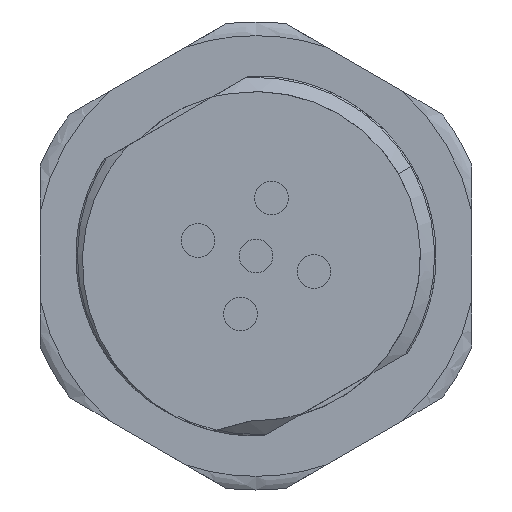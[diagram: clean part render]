
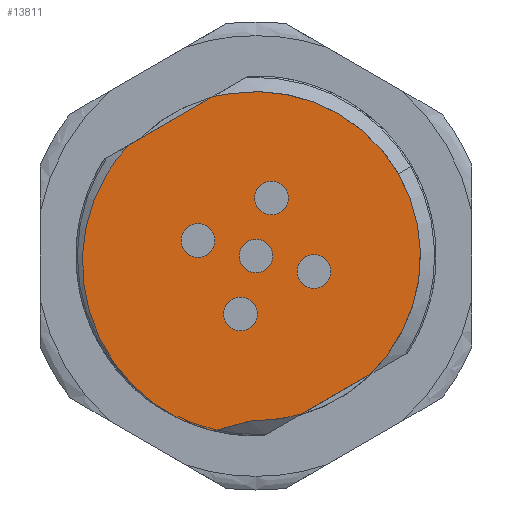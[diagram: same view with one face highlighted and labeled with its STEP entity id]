
A CAD part, front view. The second image highlights one B-rep face of the part: STEP entity #13811.
In plain terms, the highlighted planar face has unit normal (0, -1, 0).
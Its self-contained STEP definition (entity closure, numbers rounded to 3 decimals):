
#2681=DIRECTION('',(-0.866,0.,-0.5));
#2682=VECTOR('',#2681,4.069);
#2683=CARTESIAN_POINT('',(-1.798,-7.,
6.641));
#2684=LINE('',#2683,#2682);
#3233=DIRECTION('',(0.866,0.,0.5));
#3234=VECTOR('',#3233,3.286);
#3235=CARTESIAN_POINT('',(1.902,-7.,-6.581));
#3236=LINE('',#3235,#3234);
#3947=CARTESIAN_POINT('',(0.,-7.,0.));
#3948=DIRECTION('',(0.,1.,0.));
#3949=DIRECTION('',(-0.152,0.,0.988));
#3950=AXIS2_PLACEMENT_3D('',#3947,#3948,#3949);
#3952=CARTESIAN_POINT('',(0.,-7.,0.));
#3953=DIRECTION('',(0.,1.,0.));
#3954=DIRECTION('',(0.866,0.,0.5));
#3955=AXIS2_PLACEMENT_3D('',#3952,#3953,#3954);
#3957=CARTESIAN_POINT('',(0.,-7.,0.));
#3958=DIRECTION('',(0.,1.,0.));
#3959=DIRECTION('',(0.278,0.,-0.961));
#3960=AXIS2_PLACEMENT_3D('',#3957,#3958,#3959);
#3962=DIRECTION('',(-0.966,0.,-0.259));
#3963=VECTOR('',#3962,1.701);
#3964=CARTESIAN_POINT('',(-0.123,-7.,
-6.849));
#3965=LINE('',#3964,#3963);
#3966=CARTESIAN_POINT('',(-5.123,-7.,-5.404));
#3967=CARTESIAN_POINT('',(-5.365,-7.,-5.158));
#3968=CARTESIAN_POINT('',(-5.807,-7.,-4.639));
#3969=CARTESIAN_POINT('',(-6.363,-7.,-3.77));
#3970=CARTESIAN_POINT('',(-6.783,-7.,-2.853));
#3971=CARTESIAN_POINT('',(-7.076,-7.,-1.882));
#3972=CARTESIAN_POINT('',(-7.232,-7.,-0.874));
#3973=CARTESIAN_POINT('',(-7.247,-7.,0.127));
#3974=CARTESIAN_POINT('',(-7.123,-7.,1.117));
#3975=CARTESIAN_POINT('',(-6.861,-7.,2.091));
#3976=CARTESIAN_POINT('',(-6.473,-7.,3.005));
#3977=CARTESIAN_POINT('',(-5.966,-7.,3.845));
#3978=CARTESIAN_POINT('',(-5.551,-7.,4.361));
#3979=CARTESIAN_POINT('',(-5.322,-7.,4.606));
#3981=CARTESIAN_POINT('',(-0.647,-7.,-2.415));
#3982=DIRECTION('',(0.,-1.,0.));
#3983=DIRECTION('',(-0.5,0.,0.866));
#3984=AXIS2_PLACEMENT_3D('',#3981,#3982,#3983);
#3986=CARTESIAN_POINT('',(-0.647,-7.,-2.415));
#3987=DIRECTION('',(0.,-1.,0.));
#3988=DIRECTION('',(0.5,0.,-0.866));
#3989=AXIS2_PLACEMENT_3D('',#3986,#3987,#3988);
#3991=CARTESIAN_POINT('',(-2.415,-7.,0.647));
#3992=DIRECTION('',(0.,-1.,0.));
#3993=DIRECTION('',(-0.5,0.,0.866));
#3994=AXIS2_PLACEMENT_3D('',#3991,#3992,#3993);
#3996=CARTESIAN_POINT('',(-2.415,-7.,0.647));
#3997=DIRECTION('',(0.,-1.,0.));
#3998=DIRECTION('',(0.5,0.,-0.866));
#3999=AXIS2_PLACEMENT_3D('',#3996,#3997,#3998);
#4001=CARTESIAN_POINT('',(0.647,-7.,2.415));
#4002=DIRECTION('',(0.,-1.,0.));
#4003=DIRECTION('',(-0.5,0.,0.866));
#4004=AXIS2_PLACEMENT_3D('',#4001,#4002,#4003);
#4006=CARTESIAN_POINT('',(0.647,-7.,2.415));
#4007=DIRECTION('',(0.,-1.,0.));
#4008=DIRECTION('',(0.5,0.,-0.866));
#4009=AXIS2_PLACEMENT_3D('',#4006,#4007,#4008);
#4011=CARTESIAN_POINT('',(2.415,-7.,-0.647));
#4012=DIRECTION('',(0.,-1.,0.));
#4013=DIRECTION('',(-0.5,0.,0.866));
#4014=AXIS2_PLACEMENT_3D('',#4011,#4012,#4013);
#4016=CARTESIAN_POINT('',(2.415,-7.,-0.647));
#4017=DIRECTION('',(0.,-1.,0.));
#4018=DIRECTION('',(0.5,0.,-0.866));
#4019=AXIS2_PLACEMENT_3D('',#4016,#4017,#4018);
#4021=CARTESIAN_POINT('',(0.,-7.,0.));
#4022=DIRECTION('',(0.,-1.,0.));
#4023=DIRECTION('',(-0.5,0.,0.866));
#4024=AXIS2_PLACEMENT_3D('',#4021,#4022,#4023);
#4026=CARTESIAN_POINT('',(0.,-7.,0.));
#4027=DIRECTION('',(0.,-1.,0.));
#4028=DIRECTION('',(0.5,0.,-0.866));
#4029=AXIS2_PLACEMENT_3D('',#4026,#4027,#4028);
#4031=CARTESIAN_POINT('',(-1.798,-7.,
6.641));
#4049=CARTESIAN_POINT('',(-1.042,-7.,6.77));
#4050=CARTESIAN_POINT('',(-1.128,-7.,6.761));
#4051=CARTESIAN_POINT('',(-1.298,-7.,6.738));
#4052=CARTESIAN_POINT('',(-1.548,-7.,6.695));
#4053=CARTESIAN_POINT('',(-1.715,-7.,6.66));
#4054=CARTESIAN_POINT('',(-1.798,-7.,6.641));
#4250=CARTESIAN_POINT('',(-5.123,-7.,
-5.404));
#4251=CARTESIAN_POINT('',(-4.907,-7.,
-5.624));
#4252=CARTESIAN_POINT('',(-4.441,-7.,
-6.037));
#4253=CARTESIAN_POINT('',(-3.626,-7.,
-6.577));
#4254=CARTESIAN_POINT('',(-2.72,-7.,
-7.009));
#4255=CARTESIAN_POINT('',(-2.09,-7.,
-7.21));
#4256=CARTESIAN_POINT('',(-1.766,-7.,
-7.289));
#4289=CARTESIAN_POINT('',(-5.322,-7.,
4.606));
#8752=VERTEX_POINT('',#4289);
#8786=VERTEX_POINT('',#4031);
#8787=VERTEX_POINT('',#3966);
#8788=VERTEX_POINT('',#4049);
#8789=CARTESIAN_POINT('',(5.932,-7.,3.425));
#8790=VERTEX_POINT('',#8789);
#8791=CARTESIAN_POINT('',(4.748,-7.,-4.937));
#8792=VERTEX_POINT('',#8791);
#8793=CARTESIAN_POINT('',(1.902,-7.,-6.581));
#8794=VERTEX_POINT('',#8793);
#8795=CARTESIAN_POINT('',(-0.123,-7.,-6.849));
#8796=VERTEX_POINT('',#8795);
#8797=CARTESIAN_POINT('',(-1.766,-7.,
-7.289));
#8798=VERTEX_POINT('',#8797);
#8799=CARTESIAN_POINT('',(-0.997,-7.,-1.809));
#8800=CARTESIAN_POINT('',(-0.297,-7.,-3.021));
#8801=VERTEX_POINT('',#8799);
#8802=VERTEX_POINT('',#8800);
#8803=CARTESIAN_POINT('',(-2.765,-7.,1.253));
#8804=CARTESIAN_POINT('',(-2.065,-7.,0.041));
#8805=VERTEX_POINT('',#8803);
#8806=VERTEX_POINT('',#8804);
#8807=CARTESIAN_POINT('',(0.297,-7.,3.021));
#8808=CARTESIAN_POINT('',(0.997,-7.,1.809));
#8809=VERTEX_POINT('',#8807);
#8810=VERTEX_POINT('',#8808);
#8811=CARTESIAN_POINT('',(2.065,-7.,-0.041));
#8812=CARTESIAN_POINT('',(2.765,-7.,-1.253));
#8813=VERTEX_POINT('',#8811);
#8814=VERTEX_POINT('',#8812);
#8815=CARTESIAN_POINT('',(-0.35,-7.,0.606));
#8816=CARTESIAN_POINT('',(0.35,-7.,-0.606));
#8817=VERTEX_POINT('',#8815);
#8818=VERTEX_POINT('',#8816);
#13760=CARTESIAN_POINT('',(0.,-7.,0.));
#13761=DIRECTION('',(0.,-1.,0.));
#13762=DIRECTION('',(0.866,0.,0.5));
#13763=AXIS2_PLACEMENT_3D('',#13760,#13761,#13762);
#13764=PLANE('',#13763);
#13765=ORIENTED_EDGE('',*,*,#12258,.F.);
#13767=ORIENTED_EDGE('',*,*,#13766,.F.);
#13768=ORIENTED_EDGE('',*,*,#13752,.T.);
#13769=ORIENTED_EDGE('',*,*,#13750,.T.);
#13770=ORIENTED_EDGE('',*,*,#12883,.F.);
#13772=ORIENTED_EDGE('',*,*,#13771,.T.);
#13774=ORIENTED_EDGE('',*,*,#13773,.T.);
#13776=ORIENTED_EDGE('',*,*,#13775,.F.);
#13778=ORIENTED_EDGE('',*,*,#13777,.T.);
#13779=EDGE_LOOP('',(#13765,#13767,#13768,#13769,#13770,#13772,#13774,#13776,
#13778));
#13780=FACE_OUTER_BOUND('',#13779,.F.);
#13782=ORIENTED_EDGE('',*,*,#13781,.T.);
#13784=ORIENTED_EDGE('',*,*,#13783,.T.);
#13785=EDGE_LOOP('',(#13782,#13784));
#13786=FACE_BOUND('',#13785,.F.);
#13788=ORIENTED_EDGE('',*,*,#13787,.T.);
#13790=ORIENTED_EDGE('',*,*,#13789,.T.);
#13791=EDGE_LOOP('',(#13788,#13790));
#13792=FACE_BOUND('',#13791,.F.);
#13794=ORIENTED_EDGE('',*,*,#13793,.T.);
#13796=ORIENTED_EDGE('',*,*,#13795,.T.);
#13797=EDGE_LOOP('',(#13794,#13796));
#13798=FACE_BOUND('',#13797,.F.);
#13800=ORIENTED_EDGE('',*,*,#13799,.T.);
#13802=ORIENTED_EDGE('',*,*,#13801,.T.);
#13803=EDGE_LOOP('',(#13800,#13802));
#13804=FACE_BOUND('',#13803,.F.);
#13806=ORIENTED_EDGE('',*,*,#13805,.T.);
#13808=ORIENTED_EDGE('',*,*,#13807,.T.);
#13809=EDGE_LOOP('',(#13806,#13808));
#13810=FACE_BOUND('',#13809,.F.);
#3951=CIRCLE('',#3950,6.85);
#3956=CIRCLE('',#3955,6.85);
#3961=CIRCLE('',#3960,6.85);
#3980=B_SPLINE_CURVE_WITH_KNOTS('',3,(#3966,#3967,#3968,#3969,#3970,#3971,#3972,
#3973,#3974,#3975,#3976,#3977,#3978,#3979),.UNSPECIFIED.,.F.,.F.,(4,1,1,1,1,1,1,
1,1,1,1,4),(0.,0.091,0.182,0.273,
0.364,0.455,0.545,0.636,
0.727,0.818,0.909,1.),.UNSPECIFIED.);
#3985=CIRCLE('',#3984,0.7);
#3990=CIRCLE('',#3989,0.7);
#3995=CIRCLE('',#3994,0.7);
#4000=CIRCLE('',#3999,0.7);
#4005=CIRCLE('',#4004,0.7);
#4010=CIRCLE('',#4009,0.7);
#4015=CIRCLE('',#4014,0.7);
#4020=CIRCLE('',#4019,0.7);
#4025=CIRCLE('',#4024,0.7);
#4030=CIRCLE('',#4029,0.7);
#4055=B_SPLINE_CURVE_WITH_KNOTS('',3,(#4049,#4050,#4051,#4052,#4053,#4054),
.UNSPECIFIED.,.F.,.F.,(4,1,1,4),(0.,0.333,0.667,1.),
.UNSPECIFIED.);
#4257=B_SPLINE_CURVE_WITH_KNOTS('',3,(#4250,#4251,#4252,#4253,#4254,#4255,
#4256),.UNSPECIFIED.,.F.,.F.,(4,1,1,1,4),(0.,0.25,0.5,0.75,1.),
.UNSPECIFIED.);
#12258=EDGE_CURVE('',#8786,#8752,#2684,.T.);
#12883=EDGE_CURVE('',#8794,#8792,#3236,.T.);
#13750=EDGE_CURVE('',#8790,#8792,#3956,.T.);
#13752=EDGE_CURVE('',#8788,#8790,#3951,.T.);
#13766=EDGE_CURVE('',#8788,#8786,#4055,.T.);
#13771=EDGE_CURVE('',#8794,#8796,#3961,.T.);
#13773=EDGE_CURVE('',#8796,#8798,#3965,.T.);
#13775=EDGE_CURVE('',#8787,#8798,#4257,.T.);
#13777=EDGE_CURVE('',#8787,#8752,#3980,.T.);
#13781=EDGE_CURVE('',#8801,#8802,#3985,.T.);
#13783=EDGE_CURVE('',#8802,#8801,#3990,.T.);
#13787=EDGE_CURVE('',#8805,#8806,#3995,.T.);
#13789=EDGE_CURVE('',#8806,#8805,#4000,.T.);
#13793=EDGE_CURVE('',#8809,#8810,#4005,.T.);
#13795=EDGE_CURVE('',#8810,#8809,#4010,.T.);
#13799=EDGE_CURVE('',#8813,#8814,#4015,.T.);
#13801=EDGE_CURVE('',#8814,#8813,#4020,.T.);
#13805=EDGE_CURVE('',#8817,#8818,#4025,.T.);
#13807=EDGE_CURVE('',#8818,#8817,#4030,.T.);
#13811=ADVANCED_FACE('',(#13780,#13786,#13792,#13798,#13804,#13810),#13764,.T.);
